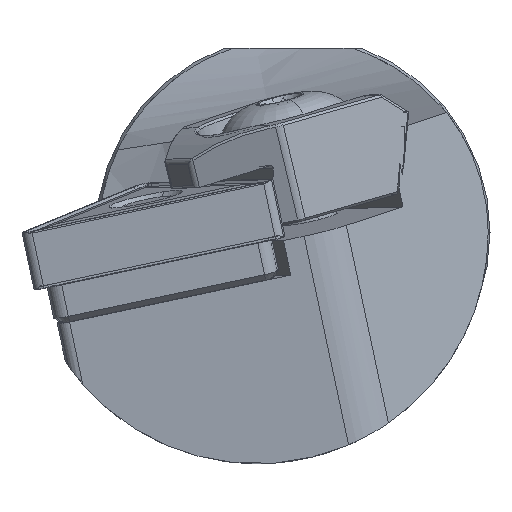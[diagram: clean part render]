
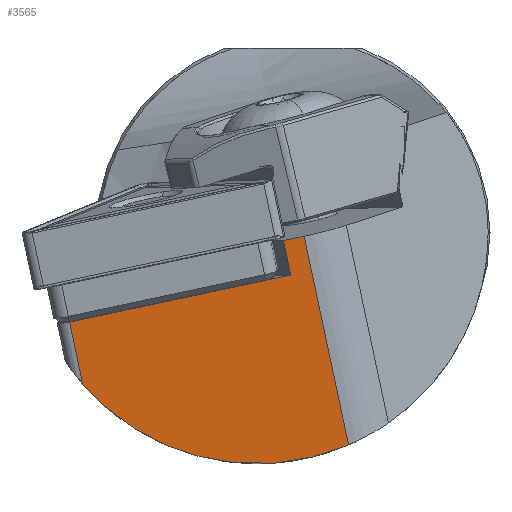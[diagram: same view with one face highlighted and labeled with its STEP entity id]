
A CAD part, left-side view. The second image highlights one B-rep face of the part: STEP entity #3565.
In plain terms, the highlighted planar face has unit normal (-0.995, -0.022, -0.102).
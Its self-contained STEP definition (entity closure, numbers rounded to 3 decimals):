
#105 = VECTOR ( 'NONE', #8720, 1000. ) ;
#146 = CARTESIAN_POINT ( 'NONE',  ( -166.941, -79.707, -415.247 ) ) ;
#489 = VERTEX_POINT ( 'NONE', #8495 ) ;
#599 = VERTEX_POINT ( 'NONE', #7324 ) ;
#701 = VECTOR ( 'NONE', #2404, 1000. ) ;
#896 = CARTESIAN_POINT ( 'NONE',  ( -209.866, 5.206, -15.765 ) ) ;
#1099 = CARTESIAN_POINT ( 'NONE',  ( -210.709, 6.873, -7.923 ) ) ;
#1130 = VECTOR ( 'NONE', #6370, 1000. ) ;
#1269 = AXIS2_PLACEMENT_3D ( 'NONE', #2909, #5963, #6744 ) ;
#1540 = PLANE ( 'NONE',  #1269 ) ;
#1623 = CARTESIAN_POINT ( 'NONE',  ( -210.408, -11.681, -6.907 ) ) ;
#1843 = VERTEX_POINT ( 'NONE', #8801 ) ;
#1966 = LINE ( 'NONE', #1099, #1130 ) ;
#2006 = CARTESIAN_POINT ( 'NONE',  ( -210.408, 6.277, -10.724 ) ) ;
#2238 = LINE ( 'NONE', #146, #701 ) ;
#2244 = VERTEX_POINT ( 'NONE', #1623 ) ;
#2365 = ORIENTED_EDGE ( 'NONE', *, *, #8650, .F. ) ;
#2404 = DIRECTION ( 'NONE',  ( -0.105, 0.207, 0.973 ) ) ;
#2880 = EDGE_CURVE ( 'NONE', #4485, #2244, #5978, .T. ) ;
#2909 = CARTESIAN_POINT ( 'NONE',  ( -166.941, -79.707, -415.247 ) ) ;
#3212 = CARTESIAN_POINT ( 'NONE',  ( -208.887, -16.372, -20.703 ) ) ;
#3367 = LINE ( 'NONE', #3669, #7131 ) ;
#3565 = ADVANCED_FACE ( 'NONE', ( #8420 ), #1540, .F. ) ;
#3600 = EDGE_CURVE ( 'NONE', #489, #1843, #3367, .T. ) ;
#3669 = CARTESIAN_POINT ( 'NONE',  ( -166.941, -99.347, -411.072 ) ) ;
#3866 = ORIENTED_EDGE ( 'NONE', *, *, #8611, .F. ) ;
#3963 = CARTESIAN_POINT ( 'NONE',  ( -209.866, 5.206, -15.765 ) ) ;
#4485 = VERTEX_POINT ( 'NONE', #5315 ) ;
#4739 = CARTESIAN_POINT ( 'NONE',  ( -209.088, -0.341, -22.162 ) ) ;
#5179 = ORIENTED_EDGE ( 'NONE', *, *, #3600, .T. ) ;
#5315 = CARTESIAN_POINT ( 'NONE',  ( -210.408, 6.277, -10.724 ) ) ;
#5529 =( BOUNDED_CURVE ( )  B_SPLINE_CURVE ( 3, ( #3212, #7690, #4739, #3963 ),
 .UNSPECIFIED., .F., .F. ) 
 B_SPLINE_CURVE_WITH_KNOTS ( ( 4, 4 ),
 ( 2.945, 4.207 ),
 .UNSPECIFIED. ) 
 CURVE ( )  GEOMETRIC_REPRESENTATION_ITEM ( )  RATIONAL_B_SPLINE_CURVE ( ( 1., 0.871, 0.871, 1. ) ) 
 REPRESENTATION_ITEM ( '' )  );
#5938 = DIRECTION ( 'NONE',  ( -0.105, 0.207, 0.973 ) ) ;
#5963 = DIRECTION ( 'NONE',  ( 0.995, 0.022, 0.102 ) ) ;
#5978 = LINE ( 'NONE', #2006, #105 ) ;
#6297 = DIRECTION ( 'NONE',  ( -0.105, 0.207, 0.973 ) ) ;
#6370 = DIRECTION ( 'NONE',  ( 0., -0.978, 0.208 ) ) ;
#6401 = VECTOR ( 'NONE', #6297, 1000. ) ;
#6744 = DIRECTION ( 'NONE',  ( 0., -0.978, 0.208 ) ) ;
#6913 = CARTESIAN_POINT ( 'NONE',  ( -166.941, -97.665, -411.429 ) ) ;
#7131 = VECTOR ( 'NONE', #5938, 1000. ) ;
#7184 = EDGE_CURVE ( 'NONE', #8581, #4485, #2238, .T. ) ;
#7227 = LINE ( 'NONE', #6913, #6401 ) ;
#7324 = CARTESIAN_POINT ( 'NONE',  ( -210.709, -11.086, -4.105 ) ) ;
#7427 = EDGE_LOOP ( 'NONE', ( #3866, #8873, #9054, #9475, #5179, #2365 ) ) ;
#7690 = CARTESIAN_POINT ( 'NONE',  ( -208.713, -8.595, -24.051 ) ) ;
#8420 = FACE_OUTER_BOUND ( 'NONE', #7427, .T. ) ;
#8444 = EDGE_CURVE ( 'NONE', #489, #8581, #5529, .T. ) ;
#8495 = CARTESIAN_POINT ( 'NONE',  ( -208.887, -16.372, -20.703 ) ) ;
#8581 = VERTEX_POINT ( 'NONE', #896 ) ;
#8611 = EDGE_CURVE ( 'NONE', #2244, #599, #7227, .T. ) ;
#8650 = EDGE_CURVE ( 'NONE', #599, #1843, #1966, .T. ) ;
#8720 = DIRECTION ( 'NONE',  ( 0., -0.978, 0.208 ) ) ;
#8801 = CARTESIAN_POINT ( 'NONE',  ( -210.709, -12.768, -3.748 ) ) ;
#8873 = ORIENTED_EDGE ( 'NONE', *, *, #2880, .F. ) ;
#9054 = ORIENTED_EDGE ( 'NONE', *, *, #7184, .F. ) ;
#9475 = ORIENTED_EDGE ( 'NONE', *, *, #8444, .F. ) ;
